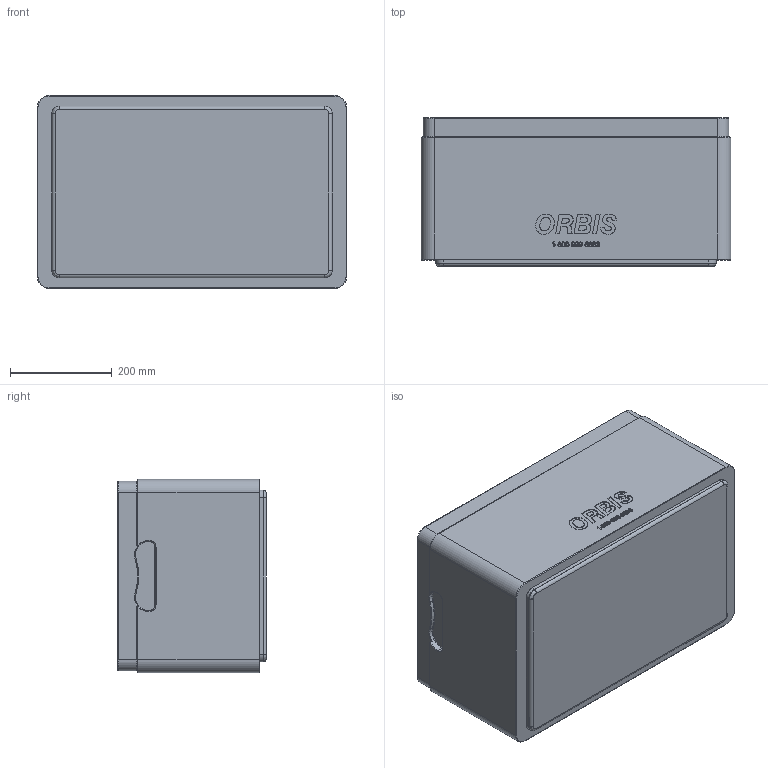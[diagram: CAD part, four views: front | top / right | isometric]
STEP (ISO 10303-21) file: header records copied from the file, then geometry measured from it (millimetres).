
FILE_DESCRIPTION((''),'2;1');
FILE_NAME('106065WSM','2025-06-20T12:02:22',('SYSTEM'),(''),'CREO PARAMETRIC BY PTC INC, 2023294','CREO PARAMETRIC BY PTC INC, 2023294','');
FILE_SCHEMA(('CONFIG_CONTROL_DESIGN'));
Length unit declared in the file: inch
Products named in the file (1): 106065WSM
Bounding box: 608.33 x 292.1 x 379.73 mm (x, y, z)
Volume: 12572762.3 mm3; surface area: 1512931.7 mm2
Topology: 1 solids, 1 shells, 1181 faces, 3092 edges, 1985 vertices
Faces by surface type: extrusion 716, plane 210, cylinder 108, bspline 103, torus 44
Entity records: 43006 total; most frequent: CARTESIAN_POINT 17360, ORIENTED_EDGE 6184, DIRECTION 3201, EDGE_CURVE 3092, B_SPLINE_CURVE_WITH_KNOTS 2323, VERTEX_POINT 1985, VECTOR 1925, EDGE_LOOP 1253
